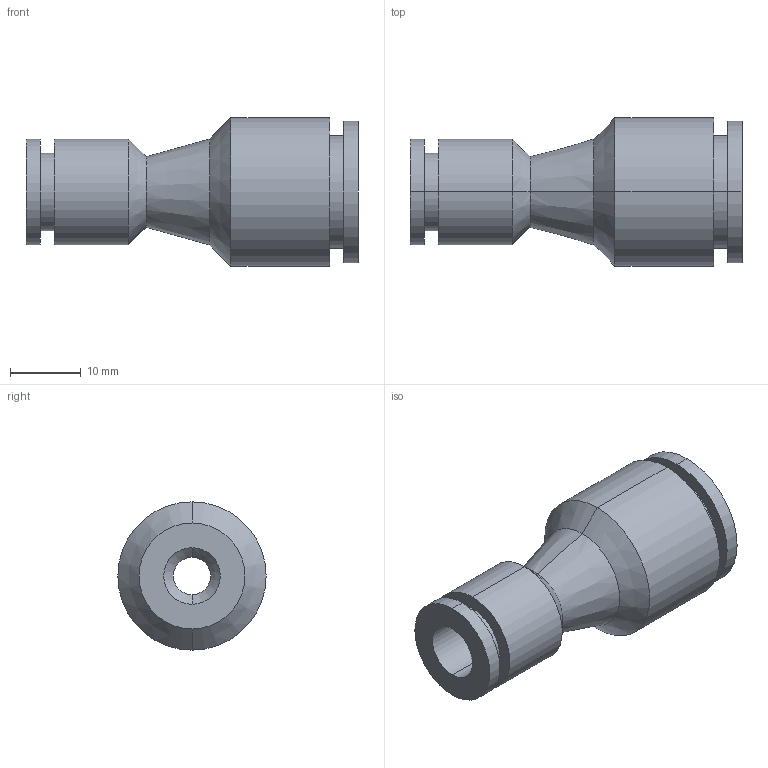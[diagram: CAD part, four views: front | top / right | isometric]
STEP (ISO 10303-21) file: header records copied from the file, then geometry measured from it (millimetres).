
FILE_DESCRIPTION (( 'STEP AP214' ), '1' );
FILE_NAME ('Converter ( 12 - 8 ).STEP', '2020-09-19T06:10:13', ( '' ), ( '' ), 'SwSTEP 2.0', 'SolidWorks 2020', '' );
FILE_SCHEMA (( 'AUTOMOTIVE_DESIGN' ));
Length unit declared in the file: millimetre
Products named in the file (1): Converter ( 12 - 8 )
Bounding box: 47 x 21 x 21 mm (x, y, z)
Volume: 6992.4 mm3; surface area: 4720 mm2
Topology: 1 solids, 1 shells, 34 faces, 68 edges, 40 vertices
Faces by surface type: cylinder 18, cone 10, plane 6
Entity records: 1098 total; most frequent: DIRECTION 178, CARTESIAN_POINT 143, ORIENTED_EDGE 136, AXIS2_PLACEMENT_3D 75, EDGE_CURVE 68, EDGE_LOOP 40, VERTEX_POINT 40, CIRCLE 40
